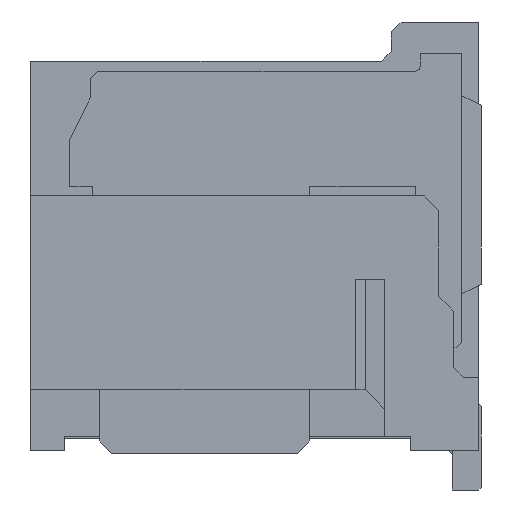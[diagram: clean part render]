
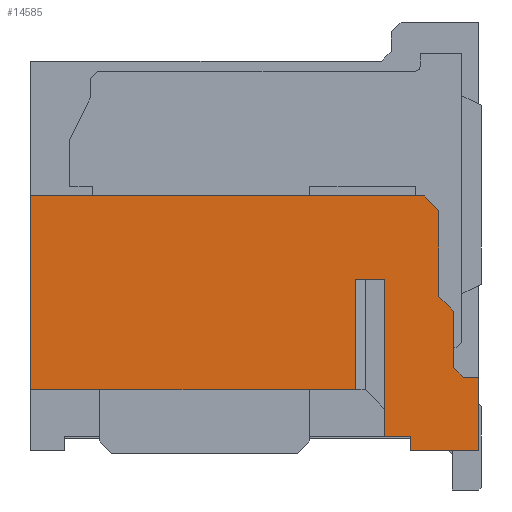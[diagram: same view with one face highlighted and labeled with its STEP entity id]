
A CAD part, left-side view. The second image highlights one B-rep face of the part: STEP entity #14585.
In plain terms, the highlighted planar face has unit normal (-1, 0, 0).
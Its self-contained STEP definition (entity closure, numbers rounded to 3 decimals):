
#41=DIRECTION('',(0.,-1.,0.));
#42=VECTOR('',#41,1.4);
#43=CARTESIAN_POINT('',(-7.4,-3.175,-4.375));
#44=LINE('',#43,#42);
#2706=DIRECTION('',(0.,0.,1.));
#2707=VECTOR('',#2706,2.25);
#2708=CARTESIAN_POINT('',(-7.4,-2.055,-3.125));
#2709=LINE('',#2708,#2707);
#2710=DIRECTION('',(0.,-1.,0.));
#2711=VECTOR('',#2710,6.63);
#2712=CARTESIAN_POINT('',(-7.4,4.575,-3.125));
#2713=LINE('',#2712,#2711);
#2714=DIRECTION('',(0.,0.,1.));
#2715=VECTOR('',#2714,3.95);
#2716=CARTESIAN_POINT('',(-7.4,4.575,-3.125));
#2717=LINE('',#2716,#2715);
#2718=DIRECTION('',(0.,-1.,0.));
#2719=VECTOR('',#2718,8.03);
#2720=CARTESIAN_POINT('',(-7.4,4.575,0.825));
#2721=LINE('',#2720,#2719);
#2722=DIRECTION('',(0.,0.707,0.707));
#2723=VECTOR('',#2722,0.424);
#2724=CARTESIAN_POINT('',(-7.4,-3.755,0.525));
#2725=LINE('',#2724,#2723);
#2726=DIRECTION('',(0.,0.,1.));
#2727=VECTOR('',#2726,1.75);
#2728=CARTESIAN_POINT('',(-7.4,-3.755,-1.225));
#2729=LINE('',#2728,#2727);
#2730=DIRECTION('',(0.,0.707,0.707));
#2731=VECTOR('',#2730,0.424);
#2732=CARTESIAN_POINT('',(-7.4,-4.055,-1.525));
#2733=LINE('',#2732,#2731);
#2734=DIRECTION('',(0.,0.,1.));
#2735=VECTOR('',#2734,1.15);
#2736=CARTESIAN_POINT('',(-7.4,-4.055,-2.675));
#2737=LINE('',#2736,#2735);
#2738=DIRECTION('',(0.,0.707,0.707));
#2739=VECTOR('',#2738,0.283);
#2740=CARTESIAN_POINT('',(-7.4,-4.255,-2.875));
#2741=LINE('',#2740,#2739);
#2742=DIRECTION('',(0.,1.,0.));
#2743=VECTOR('',#2742,0.32);
#2744=CARTESIAN_POINT('',(-7.4,-4.575,-2.875));
#2745=LINE('',#2744,#2743);
#2746=DIRECTION('',(0.,0.,1.));
#2747=VECTOR('',#2746,0.3);
#2748=CARTESIAN_POINT('',(-7.4,-3.175,-4.375));
#2749=LINE('',#2748,#2747);
#2750=DIRECTION('',(0.,1.,0.));
#2751=VECTOR('',#2750,0.52);
#2752=CARTESIAN_POINT('',(-7.4,-3.175,-4.075));
#2753=LINE('',#2752,#2751);
#2754=DIRECTION('',(0.,-1.,0.));
#2755=VECTOR('',#2754,0.6);
#2756=CARTESIAN_POINT('',(-7.4,-2.055,-0.875));
#2757=LINE('',#2756,#2755);
#2782=DIRECTION('',(0.,0.,-1.));
#2783=VECTOR('',#2782,3.2);
#2784=CARTESIAN_POINT('',(-7.4,-2.655,-0.875));
#2785=LINE('',#2784,#2783);
#3428=DIRECTION('',(0.,0.,1.));
#3429=VECTOR('',#3428,1.5);
#3430=CARTESIAN_POINT('',(-7.4,-4.575,-4.375));
#3431=LINE('',#3430,#3429);
#9187=CARTESIAN_POINT('',(-7.4,-3.175,-4.075));
#9188=CARTESIAN_POINT('',(-7.4,-2.655,-4.075));
#9189=VERTEX_POINT('',#9187);
#9190=VERTEX_POINT('',#9188);
#9567=CARTESIAN_POINT('',(-7.4,-4.575,-2.875));
#9568=CARTESIAN_POINT('',(-7.4,-4.255,-2.875));
#9569=VERTEX_POINT('',#9567);
#9570=VERTEX_POINT('',#9568);
#9571=CARTESIAN_POINT('',(-7.4,-4.055,-2.675));
#9572=VERTEX_POINT('',#9571);
#9573=CARTESIAN_POINT('',(-7.4,-4.055,-1.525));
#9574=VERTEX_POINT('',#9573);
#9575=CARTESIAN_POINT('',(-7.4,-3.755,-1.225));
#9576=VERTEX_POINT('',#9575);
#9577=CARTESIAN_POINT('',(-7.4,-3.755,0.525));
#9578=VERTEX_POINT('',#9577);
#9579=CARTESIAN_POINT('',(-7.4,-3.455,0.825));
#9580=VERTEX_POINT('',#9579);
#9581=CARTESIAN_POINT('',(-7.4,4.575,0.825));
#9582=VERTEX_POINT('',#9581);
#9599=CARTESIAN_POINT('',(-7.4,-4.575,-4.375));
#9600=VERTEX_POINT('',#9599);
#9601=CARTESIAN_POINT('',(-7.4,4.575,-3.125));
#9602=VERTEX_POINT('',#9601);
#9640=CARTESIAN_POINT('',(-7.4,-3.175,-4.375));
#9642=VERTEX_POINT('',#9640);
#10471=CARTESIAN_POINT('',(-7.4,-2.055,-3.125));
#10472=CARTESIAN_POINT('',(-7.4,-2.055,-0.875));
#10473=VERTEX_POINT('',#10471);
#10474=VERTEX_POINT('',#10472);
#10475=CARTESIAN_POINT('',(-7.4,-2.655,-0.875));
#10476=VERTEX_POINT('',#10475);
#14553=CARTESIAN_POINT('',(-7.4,4.575,-4.375));
#14554=DIRECTION('',(-1.,0.,0.));
#14555=DIRECTION('',(0.,-1.,0.));
#14556=AXIS2_PLACEMENT_3D('',#14553,#14554,#14555);
#14557=PLANE('',#14556);
#14559=ORIENTED_EDGE('',*,*,#14558,.F.);
#14561=ORIENTED_EDGE('',*,*,#14560,.F.);
#14562=ORIENTED_EDGE('',*,*,#12031,.T.);
#14563=ORIENTED_EDGE('',*,*,#14498,.T.);
#14564=ORIENTED_EDGE('',*,*,#14520,.F.);
#14565=ORIENTED_EDGE('',*,*,#14534,.F.);
#14566=ORIENTED_EDGE('',*,*,#14547,.F.);
#14567=ORIENTED_EDGE('',*,*,#14328,.F.);
#14569=ORIENTED_EDGE('',*,*,#14568,.F.);
#14571=ORIENTED_EDGE('',*,*,#14570,.F.);
#14573=ORIENTED_EDGE('',*,*,#14572,.F.);
#14574=ORIENTED_EDGE('',*,*,#11916,.F.);
#14576=ORIENTED_EDGE('',*,*,#14575,.T.);
#14578=ORIENTED_EDGE('',*,*,#14577,.T.);
#14580=ORIENTED_EDGE('',*,*,#14579,.F.);
#14582=ORIENTED_EDGE('',*,*,#14581,.F.);
#14583=EDGE_LOOP('',(#14559,#14561,#14562,#14563,#14564,#14565,#14566,#14567,
#14569,#14571,#14573,#14574,#14576,#14578,#14580,#14582));
#14584=FACE_OUTER_BOUND('',#14583,.F.);
#14585=ADVANCED_FACE('',(#14584),#14557,.T.);
#11916=EDGE_CURVE('',#9642,#9600,#44,.T.);
#12031=EDGE_CURVE('',#9602,#9582,#2717,.T.);
#14328=EDGE_CURVE('',#9572,#9574,#2737,.T.);
#14498=EDGE_CURVE('',#9582,#9580,#2721,.T.);
#14520=EDGE_CURVE('',#9578,#9580,#2725,.T.);
#14534=EDGE_CURVE('',#9576,#9578,#2729,.T.);
#14547=EDGE_CURVE('',#9574,#9576,#2733,.T.);
#14558=EDGE_CURVE('',#10473,#10474,#2709,.T.);
#14560=EDGE_CURVE('',#9602,#10473,#2713,.T.);
#14568=EDGE_CURVE('',#9570,#9572,#2741,.T.);
#14570=EDGE_CURVE('',#9569,#9570,#2745,.T.);
#14572=EDGE_CURVE('',#9600,#9569,#3431,.T.);
#14575=EDGE_CURVE('',#9642,#9189,#2749,.T.);
#14577=EDGE_CURVE('',#9189,#9190,#2753,.T.);
#14579=EDGE_CURVE('',#10476,#9190,#2785,.T.);
#14581=EDGE_CURVE('',#10474,#10476,#2757,.T.);
